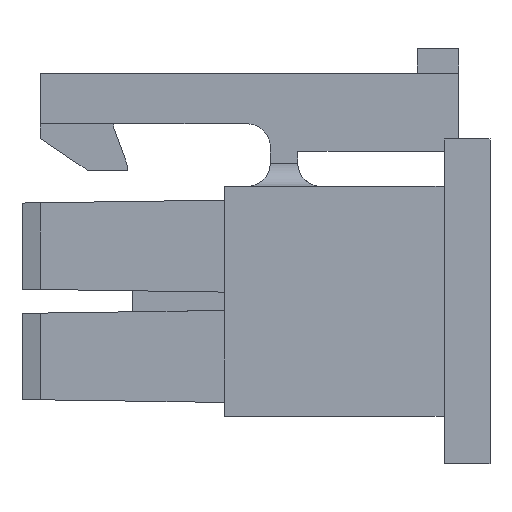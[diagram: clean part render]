
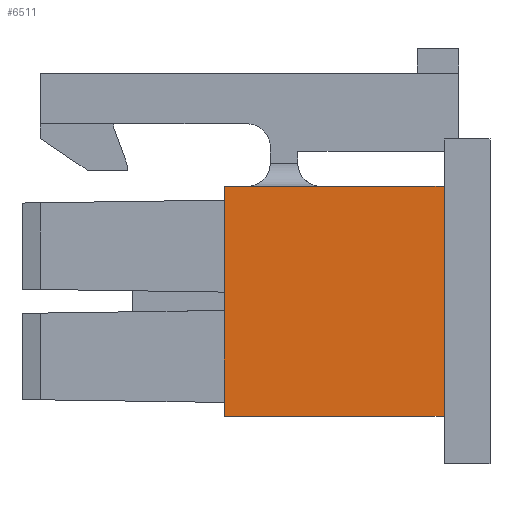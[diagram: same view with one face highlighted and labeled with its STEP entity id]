
A CAD part, left-side view. The second image highlights one B-rep face of the part: STEP entity #6511.
In plain terms, the highlighted planar face has unit normal (-1, 0, 0).
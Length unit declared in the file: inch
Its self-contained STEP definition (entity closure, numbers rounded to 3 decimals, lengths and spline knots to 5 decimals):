
#305 = CARTESIAN_POINT ( 'NONE',  ( -0.1275, 0.05, 0.125 ) ) ;
#425 = EDGE_CURVE ( 'NONE', #2992, #1986, #3482, .T. ) ;
#746 = DIRECTION ( 'NONE',  ( 0., 0., 1. ) ) ;
#1341 = DIRECTION ( 'NONE',  ( 0., 1., 0. ) ) ;
#1575 = VERTEX_POINT ( 'NONE', #1972 ) ;
#1611 = ORIENTED_EDGE ( 'NONE', *, *, #4966, .T. ) ;
#1667 = DIRECTION ( 'NONE',  ( 0., 0., -1. ) ) ;
#1906 = CARTESIAN_POINT ( 'NONE',  ( -0.1275, 0.289, 0.125 ) ) ;
#1972 = CARTESIAN_POINT ( 'NONE',  ( -0.1275, 0.289, 0.125 ) ) ;
#1986 = VERTEX_POINT ( 'NONE', #305 ) ;
#2205 = VECTOR ( 'NONE', #5946, 39.37008 ) ;
#2260 = AXIS2_PLACEMENT_3D ( 'NONE', #4607, #4535, #746 ) ;
#2333 = CARTESIAN_POINT ( 'NONE',  ( -0.1275, 0.289, -0.125 ) ) ;
#2433 = FACE_OUTER_BOUND ( 'NONE', #5721, .T. ) ;
#2845 = CARTESIAN_POINT ( 'NONE',  ( -0.1275, 0.05, -0.125 ) ) ;
#2955 = DIRECTION ( 'NONE',  ( 0., 0., 1. ) ) ;
#2992 = VERTEX_POINT ( 'NONE', #2845 ) ;
#3095 = CARTESIAN_POINT ( 'NONE',  ( -0.1275, 0.05, -0.1765 ) ) ;
#3207 = VERTEX_POINT ( 'NONE', #3818 ) ;
#3270 = VECTOR ( 'NONE', #1667, 39.37008 ) ;
#3345 = VECTOR ( 'NONE', #2955, 39.37008 ) ;
#3482 = LINE ( 'NONE', #3095, #3345 ) ;
#3525 = PLANE ( 'NONE',  #2260 ) ;
#3818 = CARTESIAN_POINT ( 'NONE',  ( -0.1275, 0.289, -0.125 ) ) ;
#3877 = LINE ( 'NONE', #2333, #3270 ) ;
#4160 = ORIENTED_EDGE ( 'NONE', *, *, #425, .T. ) ;
#4535 = DIRECTION ( 'NONE',  ( -1., 0., 0. ) ) ;
#4607 = CARTESIAN_POINT ( 'NONE',  ( -0.1275, 0.05, -0.125 ) ) ;
#4683 = ORIENTED_EDGE ( 'NONE', *, *, #6420, .T. ) ;
#4926 = CARTESIAN_POINT ( 'NONE',  ( -0.1275, 0.05, -0.125 ) ) ;
#4933 = ORIENTED_EDGE ( 'NONE', *, *, #5102, .T. ) ;
#4966 = EDGE_CURVE ( 'NONE', #3207, #2992, #6539, .T. ) ;
#5030 = LINE ( 'NONE', #1906, #5675 ) ;
#5102 = EDGE_CURVE ( 'NONE', #1986, #1575, #5030, .T. ) ;
#5675 = VECTOR ( 'NONE', #1341, 39.37008 ) ;
#5721 = EDGE_LOOP ( 'NONE', ( #4160, #4933, #4683, #1611 ) ) ;
#5946 = DIRECTION ( 'NONE',  ( 0., -1., 0. ) ) ;
#6420 = EDGE_CURVE ( 'NONE', #1575, #3207, #3877, .T. ) ;
#6511 = ADVANCED_FACE ( 'NONE', ( #2433 ), #3525, .T. ) ;
#6539 = LINE ( 'NONE', #4926, #2205 ) ;
